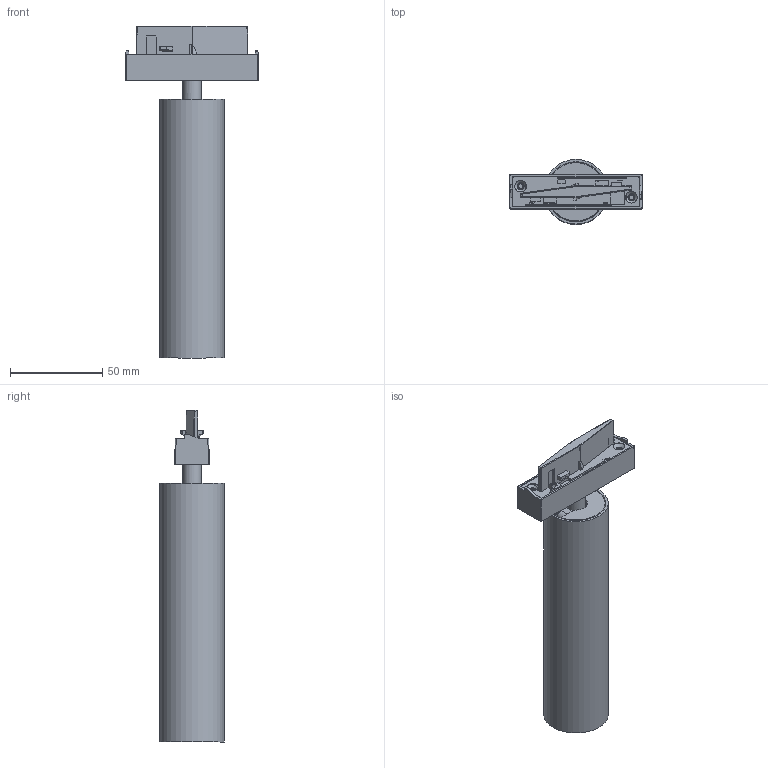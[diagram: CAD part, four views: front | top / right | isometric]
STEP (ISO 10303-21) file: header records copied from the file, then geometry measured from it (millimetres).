
FILE_DESCRIPTION(/* description */ ('This is a sample STEP configuration'),/* implementation_level */ '2;1');
FILE_NAME(/* name */ '662-001020223xxx SIMPLE.ipt_Rev_00.stp',/* time_stamp */ '2023-04-27T17:31:17+02:00',/* author */ ('powerJobs'),/* organization */ ('coolOrange'),/* preprocessor_version */ 'ST-DEVELOPER v19.2',/* originating_system */ 'Autodesk Inventor 2023',/* authorisation */ '');
FILE_SCHEMA (('AUTOMOTIVE_DESIGN { 1 0 10303 214 3 1 1 }'));
Length unit declared in the file: millimetre
Products named in the file (1): ENG000017493
Bounding box: 72 x 35 x 179.75 mm (x, y, z)
Volume: 45413.6 mm3; surface area: 53750.4 mm2
Topology: 3 solids, 3 shells, 603 faces, 1684 edges, 1074 vertices
Faces by surface type: plane 349, cylinder 110, bspline 60, cone 36, torus 31, sphere 17
Full cylindrical faces by diameter (mm): 2.459 x1, 3.2 x2, 3.3 x2, 4.1 x1, 6.3 x2, 10 x1, 11 x1, 13 x1, 15 x1, 30 x1, 32 x1, 32.5 x3, 35 x1
Entity records: 21919 total; most frequent: CARTESIAN_POINT 6689, ORIENTED_EDGE 3358, DIRECTION 2949, EDGE_CURVE 1679, LINE 1089, VECTOR 1089, VERTEX_POINT 1074, AXIS2_PLACEMENT_3D 930
